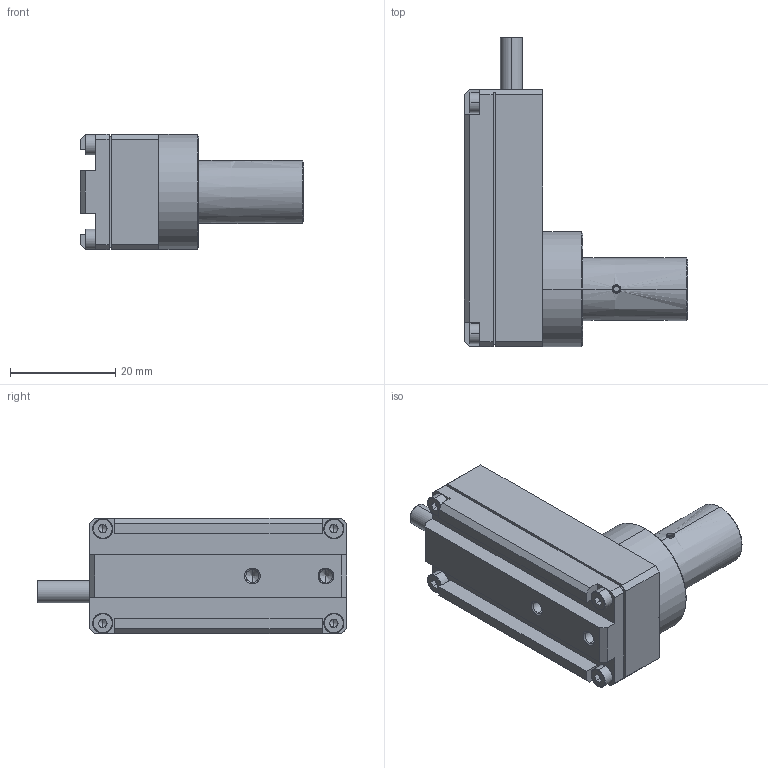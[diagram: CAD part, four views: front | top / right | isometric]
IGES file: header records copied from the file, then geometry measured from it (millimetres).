
Start section: SolidWorks IGES file using analytic representation for surfaces
Global section: file name: 21860.igs; native system: SolidWorks 2021; preprocessor: SolidWorks 2021; author: JAbrams; date: 220825.114648; units: inch
Bounding box: 42.6 x 59 x 22 mm (x, y, z)
Surface area: 6328.8 mm2 (no closed solid volume)
Topology: 0 solids, 0 shells, 157 faces, 1352 edges, 1340 vertices
Faces by surface type: bspline 113, revolution 44
